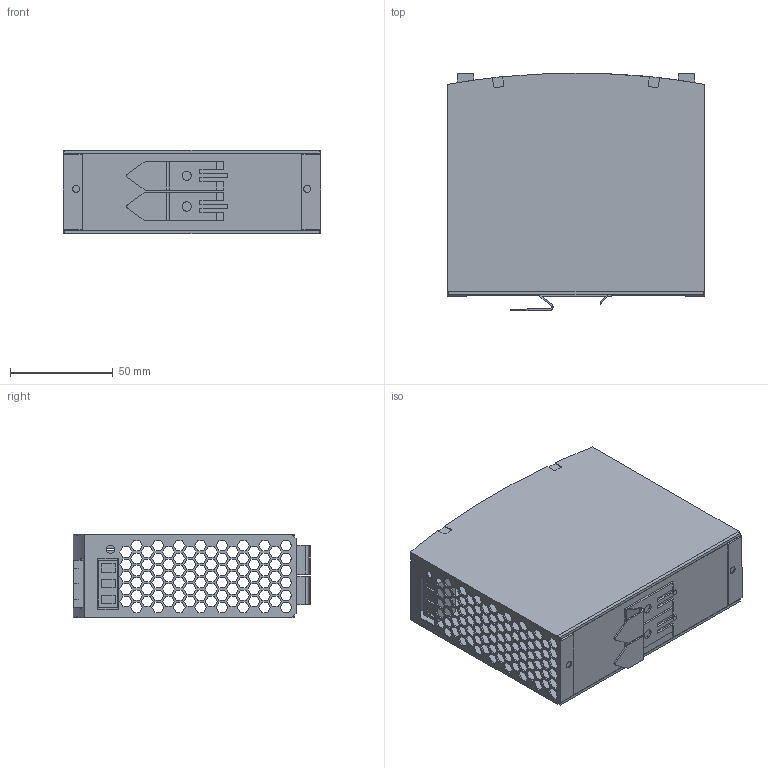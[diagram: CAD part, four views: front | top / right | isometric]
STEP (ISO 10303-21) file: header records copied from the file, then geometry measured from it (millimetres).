
FILE_DESCRIPTION (( 'STEP AP214' ), '1' );
FILE_NAME ('F624EDR -V1.0-2025.11.14.STEP', '2025-11-14T04:11:39', ( '' ), ( '' ), 'SwSTEP 2.0', 'SolidWorks 2020', '' );
FILE_SCHEMA (( 'AUTOMOTIVE_DESIGN' ));
Length unit declared in the file: millimetre
Products named in the file (1): F624EDR -V1.0-2025.11.14
Bounding box: 125.2 x 115.51 x 40.54 mm (x, y, z)
Volume: 63343.6 mm3; surface area: 88000.2 mm2
Topology: 3 solids, 3 shells, 1369 faces, 4006 edges, 2658 vertices
Faces by surface type: plane 1295, cylinder 60, bspline 14
Entity records: 46376 total; most frequent: CARTESIAN_POINT 8740, ORIENTED_EDGE 8012, DIRECTION 6782, EDGE_CURVE 4006, VECTOR 3786, LINE 3786, VERTEX_POINT 2658, EDGE_LOOP 1752
